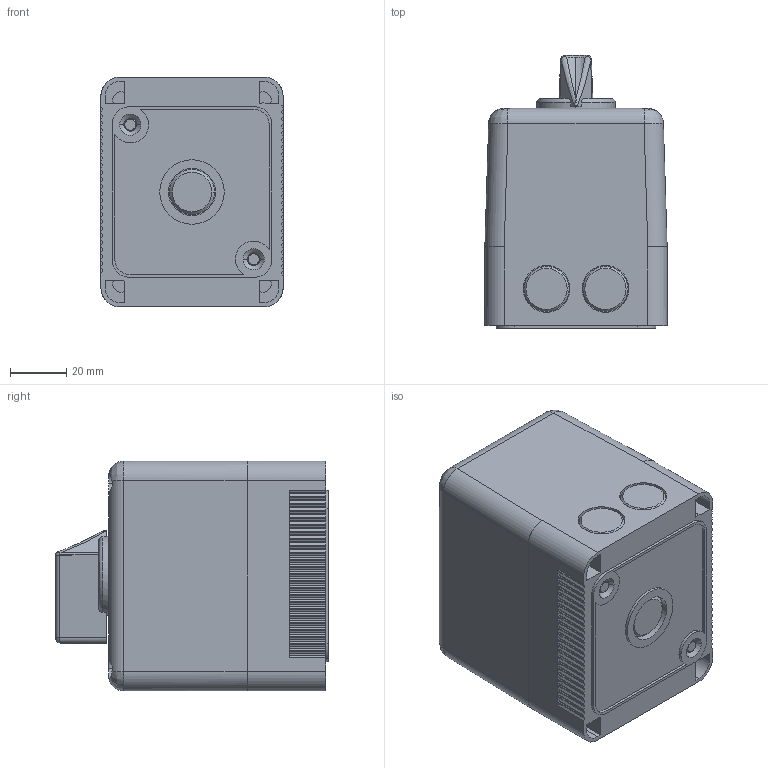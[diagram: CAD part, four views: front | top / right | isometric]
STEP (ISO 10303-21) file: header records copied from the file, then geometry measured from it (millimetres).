
FILE_DESCRIPTION((''),'2;1');
FILE_NAME('ASM0104J_ASM','2021-07-05T',('marketing.praksa'),('Audax d.o.o.'),'CREO PARAMETRIC BY PTC INC, 2017480','CREO PARAMETRIC BY PTC INC, 2017480','');
FILE_SCHEMA(('AUTOMOTIVE_DESIGN { 1 0 10303 214 1 1 1 1 }'));
Length unit declared in the file: millimetre
Products named in the file (5): PS10ONEBLOCK; PRT9538; PRT9539; PRT9540; ASM0104J_ASM
Assembly tree (4 placements, depth 2):
  ASM0104J_ASM
    PS10ONEBLOCK
    PRT9538
    PRT9539
    PRT9540
Bounding box: 65 x 97.3 x 82 mm (x, y, z)
Volume: 223642.1 mm3; surface area: 76589.3 mm2
Topology: 7 solids, 8 shells, 608 faces, 1611 edges, 1055 vertices
Faces by surface type: plane 341, cylinder 220, cone 22, bspline 13, torus 11, sphere 1
Entity records: 29340 total; most frequent: CARTESIAN_POINT 4495, ORIENTED_EDGE 3216, DIRECTION 3203, PRESENTATION_STYLE_ASSIGNMENT 2223, STYLED_ITEM 2223, CURVE_STYLE 1608, EDGE_CURVE 1608, AXIS2_PLACEMENT_3D 1071
